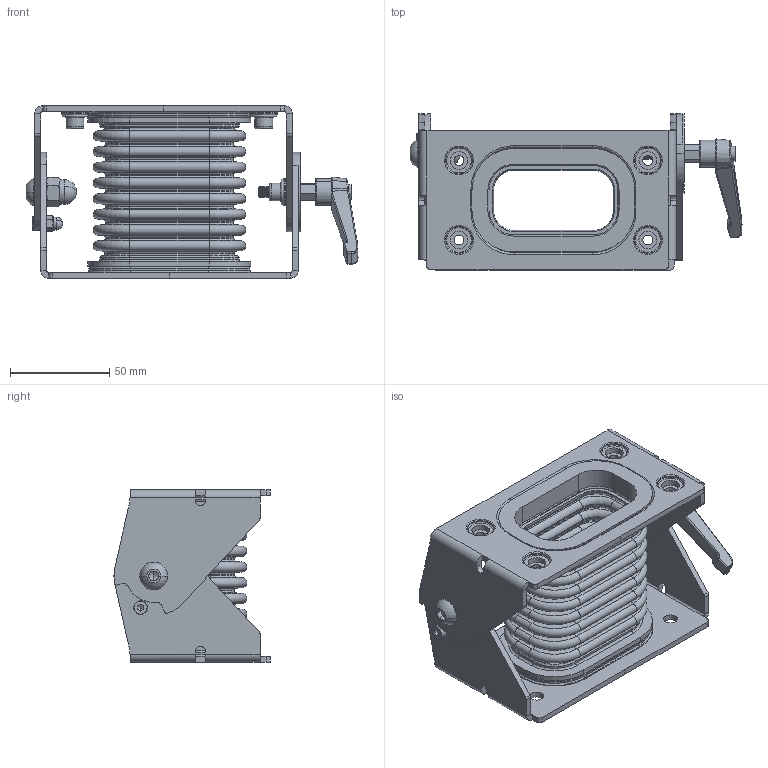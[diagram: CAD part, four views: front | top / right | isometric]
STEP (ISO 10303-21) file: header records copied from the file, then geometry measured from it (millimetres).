
FILE_DESCRIPTION (( 'STEP AP203' ), '1' );
FILE_NAME ('TK060.835.STEP', '2018-06-08T11:06:49', ( '' ), ( '' ), 'SwSTEP 2.0', 'SolidWorks 2018', '' );
FILE_SCHEMA (( 'CONFIG_CONTROL_DESIGN' ));
Length unit declared in the file: millimetre
Products named in the file (1): TK060.835
Bounding box: 166.99 x 78.48 x 86.77 mm (x, y, z)
Volume: 156498.2 mm3; surface area: 132424.7 mm2
Topology: 14 solids, 14 shells, 2046 faces, 4533 edges, 2537 vertices
Faces by surface type: cylinder 624, cone 525, plane 489, torus 371, bspline 27, sphere 10
Entity records: 57872 total; most frequent: CARTESIAN_POINT 11858, DIRECTION 10667, ORIENTED_EDGE 9018, EDGE_CURVE 4509, AXIS2_PLACEMENT_3D 4291, VERTEX_POINT 2532, CIRCLE 2273, EDGE_LOOP 2131
